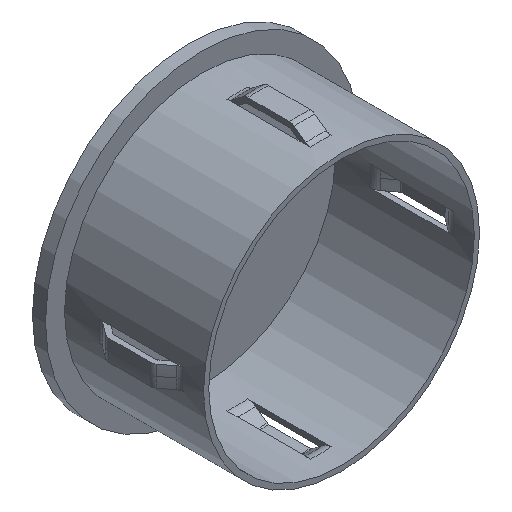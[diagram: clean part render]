
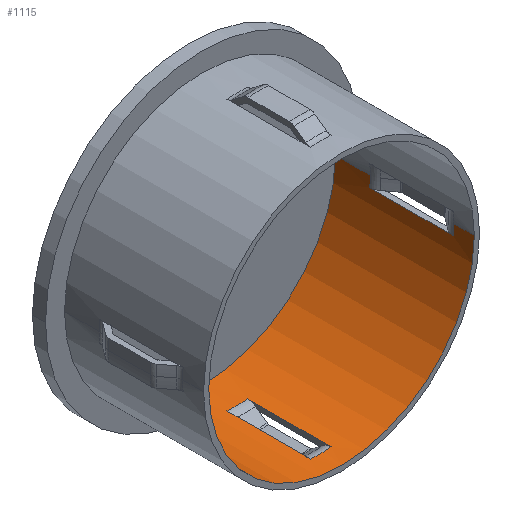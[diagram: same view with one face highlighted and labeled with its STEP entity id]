
A CAD part, isometric view. The second image highlights one B-rep face of the part: STEP entity #1115.
In plain terms, the highlighted cylindrical face has radius 25.5 mm (diameter 51 mm), a partial arc.
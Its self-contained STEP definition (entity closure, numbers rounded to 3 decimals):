
#90 = AXIS2_PLACEMENT_3D ( 'NONE', #1969, #3124, #5132 ) ;
#110 = ORIENTED_EDGE ( 'NONE', *, *, #11308, .T. ) ;
#281 = CARTESIAN_POINT ( 'NONE',  ( -25.5, 26.7, 0. ) ) ;
#308 = CARTESIAN_POINT ( 'NONE',  ( 0., 0., 0. ) ) ;
#474 = VERTEX_POINT ( 'NONE', #6182 ) ;
#497 = ORIENTED_EDGE ( 'NONE', *, *, #884, .F. ) ;
#702 = DIRECTION ( 'NONE',  ( 0., 1., 0. ) ) ;
#884 = EDGE_CURVE ( 'NONE', #5161, #12534, #9798, .T. ) ;
#1034 = ORIENTED_EDGE ( 'NONE', *, *, #9618, .F. ) ;
#1115 = ADVANCED_FACE ( 'NONE', ( #7451, #11085 ), #3998, .F. ) ;
#1140 = DIRECTION ( 'NONE',  ( 0., 1., 0. ) ) ;
#1182 = AXIS2_PLACEMENT_3D ( 'NONE', #8414, #1140, #9580 ) ;
#1278 = VERTEX_POINT ( 'NONE', #3356 ) ;
#1305 = EDGE_CURVE ( 'NONE', #13307, #474, #9616, .T. ) ;
#1396 = DIRECTION ( 'NONE',  ( 0., -1., 0. ) ) ;
#1936 = EDGE_CURVE ( 'NONE', #13989, #8261, #9073, .T. ) ;
#1969 = CARTESIAN_POINT ( 'NONE',  ( 0., 20., 0. ) ) ;
#2290 = DIRECTION ( 'NONE',  ( 0., 1., 0. ) ) ;
#2310 = VECTOR ( 'NONE', #1396, 1000. ) ;
#2360 = CARTESIAN_POINT ( 'NONE',  ( -25.5, 0., 0. ) ) ;
#2468 = VERTEX_POINT ( 'NONE', #4194 ) ;
#2675 = CIRCLE ( 'NONE', #11306, 25.5 ) ;
#2684 = EDGE_CURVE ( 'NONE', #1278, #2468, #7247, .T. ) ;
#2745 = ORIENTED_EDGE ( 'NONE', *, *, #9480, .F. ) ;
#2856 = LINE ( 'NONE', #4126, #8473 ) ;
#2876 = EDGE_CURVE ( 'NONE', #7851, #11347, #6892, .T. ) ;
#3124 = DIRECTION ( 'NONE',  ( 0., 1., 0. ) ) ;
#3177 = ORIENTED_EDGE ( 'NONE', *, *, #2876, .F. ) ;
#3183 = EDGE_LOOP ( 'NONE', ( #110, #6466, #4745, #497 ) ) ;
#3272 = EDGE_CURVE ( 'NONE', #13454, #6978, #8867, .T. ) ;
#3356 = CARTESIAN_POINT ( 'NONE',  ( -25.421, 4., -2. ) ) ;
#3400 = VERTEX_POINT ( 'NONE', #2360 ) ;
#3608 = CARTESIAN_POINT ( 'NONE',  ( -25.421, 61.241, -2. ) ) ;
#3785 = DIRECTION ( 'NONE',  ( -1., 0., 0. ) ) ;
#3964 = CARTESIAN_POINT ( 'NONE',  ( 0., 29.2, 0. ) ) ;
#3976 = AXIS2_PLACEMENT_3D ( 'NONE', #3964, #702, #8766 ) ;
#3998 = CYLINDRICAL_SURFACE ( 'NONE', #3976, 25.5 ) ;
#4126 = CARTESIAN_POINT ( 'NONE',  ( -25.5, 29.2, 0. ) ) ;
#4163 = VECTOR ( 'NONE', #13666, 1000. ) ;
#4194 = CARTESIAN_POINT ( 'NONE',  ( -25.5, 4., 0. ) ) ;
#4197 = DIRECTION ( 'NONE',  ( 0., 1., 0. ) ) ;
#4613 = DIRECTION ( 'NONE',  ( -1., 0., 0. ) ) ;
#4745 = ORIENTED_EDGE ( 'NONE', *, *, #13667, .F. ) ;
#4830 = AXIS2_PLACEMENT_3D ( 'NONE', #6893, #2290, #8051 ) ;
#4851 = CIRCLE ( 'NONE', #11143, 25.5 ) ;
#4947 = ORIENTED_EDGE ( 'NONE', *, *, #6076, .F. ) ;
#4966 = VERTEX_POINT ( 'NONE', #6583 ) ;
#5015 = CIRCLE ( 'NONE', #1182, 25.5 ) ;
#5132 = DIRECTION ( 'NONE',  ( -1., 0., 0. ) ) ;
#5161 = VERTEX_POINT ( 'NONE', #10617 ) ;
#5280 = DIRECTION ( 'NONE',  ( 0., 1., 0. ) ) ;
#5289 = DIRECTION ( 'NONE',  ( 0., -1., 0. ) ) ;
#5370 = EDGE_CURVE ( 'NONE', #474, #6978, #4851, .T. ) ;
#5520 = VECTOR ( 'NONE', #5289, 1000. ) ;
#5734 = ORIENTED_EDGE ( 'NONE', *, *, #3272, .F. ) ;
#5777 = CARTESIAN_POINT ( 'NONE',  ( 25.5, 29.2, 0. ) ) ;
#5821 = AXIS2_PLACEMENT_3D ( 'NONE', #9200, #14016, #10507 ) ;
#6065 = DIRECTION ( 'NONE',  ( -1., 0., 0. ) ) ;
#6076 = EDGE_CURVE ( 'NONE', #3400, #2468, #2856, .T. ) ;
#6182 = CARTESIAN_POINT ( 'NONE',  ( 25.5, 4., 0. ) ) ;
#6212 = CARTESIAN_POINT ( 'NONE',  ( 0., 20., 0. ) ) ;
#6466 = ORIENTED_EDGE ( 'NONE', *, *, #1936, .T. ) ;
#6554 = VECTOR ( 'NONE', #12692, 1000. ) ;
#6583 = CARTESIAN_POINT ( 'NONE',  ( 25.5, 20., 0. ) ) ;
#6642 = EDGE_CURVE ( 'NONE', #4966, #13454, #5015, .T. ) ;
#6644 = CARTESIAN_POINT ( 'NONE',  ( -25.5, 29.2, 0. ) ) ;
#6649 = LINE ( 'NONE', #3608, #2310 ) ;
#6892 = LINE ( 'NONE', #6644, #9600 ) ;
#6893 = CARTESIAN_POINT ( 'NONE',  ( 0., 26.7, 0. ) ) ;
#6978 = VERTEX_POINT ( 'NONE', #10670 ) ;
#7220 = EDGE_CURVE ( 'NONE', #4966, #14035, #7240, .T. ) ;
#7240 = LINE ( 'NONE', #7887, #4163 ) ;
#7247 = CIRCLE ( 'NONE', #5821, 25.5 ) ;
#7276 = DIRECTION ( 'NONE',  ( 0., 1., 0. ) ) ;
#7371 = LINE ( 'NONE', #11628, #8105 ) ;
#7451 = FACE_BOUND ( 'NONE', #3183, .T. ) ;
#7624 = CARTESIAN_POINT ( 'NONE',  ( 25.5, 26.7, 0. ) ) ;
#7633 = DIRECTION ( 'NONE',  ( 0., 1., 0. ) ) ;
#7851 = VERTEX_POINT ( 'NONE', #13897 ) ;
#7887 = CARTESIAN_POINT ( 'NONE',  ( 25.5, 29.2, 0. ) ) ;
#7973 = DIRECTION ( 'NONE',  ( 0., -1., 0. ) ) ;
#8051 = DIRECTION ( 'NONE',  ( -1., 0., 0. ) ) ;
#8105 = VECTOR ( 'NONE', #7973, 1000. ) ;
#8161 = AXIS2_PLACEMENT_3D ( 'NONE', #12736, #13950, #4613 ) ;
#8261 = VERTEX_POINT ( 'NONE', #8750 ) ;
#8279 = CIRCLE ( 'NONE', #4830, 25.5 ) ;
#8309 = CARTESIAN_POINT ( 'NONE',  ( -25.421, 20., -2. ) ) ;
#8354 = CARTESIAN_POINT ( 'NONE',  ( -2., 20., -25.421 ) ) ;
#8414 = CARTESIAN_POINT ( 'NONE',  ( 0., 20., 0. ) ) ;
#8473 = VECTOR ( 'NONE', #5280, 1000. ) ;
#8750 = CARTESIAN_POINT ( 'NONE',  ( -2., 4., -25.421 ) ) ;
#8766 = DIRECTION ( 'NONE',  ( -1., 0., 0. ) ) ;
#8776 = CARTESIAN_POINT ( 'NONE',  ( 25.421, 61.241, -2. ) ) ;
#8867 = LINE ( 'NONE', #8776, #9238 ) ;
#8968 = ORIENTED_EDGE ( 'NONE', *, *, #5370, .T. ) ;
#9073 = CIRCLE ( 'NONE', #8161, 25.5 ) ;
#9200 = CARTESIAN_POINT ( 'NONE',  ( 0., 4., 0. ) ) ;
#9238 = VECTOR ( 'NONE', #13420, 1000. ) ;
#9279 = ORIENTED_EDGE ( 'NONE', *, *, #1305, .T. ) ;
#9463 = AXIS2_PLACEMENT_3D ( 'NONE', #6212, #7276, #3785 ) ;
#9480 = EDGE_CURVE ( 'NONE', #13307, #3400, #2675, .T. ) ;
#9580 = DIRECTION ( 'NONE',  ( -1., 0., 0. ) ) ;
#9600 = VECTOR ( 'NONE', #4197, 1000. ) ;
#9616 = LINE ( 'NONE', #5777, #6554 ) ;
#9618 = EDGE_CURVE ( 'NONE', #12566, #7851, #10283, .T. ) ;
#9798 = CIRCLE ( 'NONE', #90, 25.5 ) ;
#10168 = CARTESIAN_POINT ( 'NONE',  ( 25.5, 0., 0. ) ) ;
#10217 = ORIENTED_EDGE ( 'NONE', *, *, #6642, .F. ) ;
#10283 = CIRCLE ( 'NONE', #9463, 25.5 ) ;
#10507 = DIRECTION ( 'NONE',  ( -1., 0., 0. ) ) ;
#10617 = CARTESIAN_POINT ( 'NONE',  ( 2., 20., -25.421 ) ) ;
#10670 = CARTESIAN_POINT ( 'NONE',  ( 25.421, 4., -2. ) ) ;
#10906 = CARTESIAN_POINT ( 'NONE',  ( 2., 4., -25.421 ) ) ;
#10912 = CARTESIAN_POINT ( 'NONE',  ( -2., 61.241, -25.421 ) ) ;
#11085 = FACE_OUTER_BOUND ( 'NONE', #13460, .T. ) ;
#11112 = DIRECTION ( 'NONE',  ( -1., 0., 0. ) ) ;
#11143 = AXIS2_PLACEMENT_3D ( 'NONE', #14566, #7633, #11112 ) ;
#11306 = AXIS2_PLACEMENT_3D ( 'NONE', #308, #11804, #6065 ) ;
#11308 = EDGE_CURVE ( 'NONE', #5161, #13989, #7371, .T. ) ;
#11317 = EDGE_CURVE ( 'NONE', #12566, #1278, #6649, .T. ) ;
#11340 = ORIENTED_EDGE ( 'NONE', *, *, #2684, .T. ) ;
#11347 = VERTEX_POINT ( 'NONE', #281 ) ;
#11495 = ORIENTED_EDGE ( 'NONE', *, *, #11317, .T. ) ;
#11628 = CARTESIAN_POINT ( 'NONE',  ( 2., 61.241, -25.421 ) ) ;
#11804 = DIRECTION ( 'NONE',  ( 0., 1., 0. ) ) ;
#12465 = EDGE_CURVE ( 'NONE', #14035, #11347, #8279, .T. ) ;
#12534 = VERTEX_POINT ( 'NONE', #8354 ) ;
#12566 = VERTEX_POINT ( 'NONE', #8309 ) ;
#12692 = DIRECTION ( 'NONE',  ( 0., 1., 0. ) ) ;
#12736 = CARTESIAN_POINT ( 'NONE',  ( 0., 4., 0. ) ) ;
#12829 = CARTESIAN_POINT ( 'NONE',  ( 25.421, 20., -2. ) ) ;
#13160 = LINE ( 'NONE', #10912, #5520 ) ;
#13307 = VERTEX_POINT ( 'NONE', #10168 ) ;
#13420 = DIRECTION ( 'NONE',  ( 0., -1., 0. ) ) ;
#13454 = VERTEX_POINT ( 'NONE', #12829 ) ;
#13460 = EDGE_LOOP ( 'NONE', ( #2745, #9279, #8968, #5734, #10217, #14771, #13841, #3177, #1034, #11495, #11340, #4947 ) ) ;
#13666 = DIRECTION ( 'NONE',  ( 0., 1., 0. ) ) ;
#13667 = EDGE_CURVE ( 'NONE', #12534, #8261, #13160, .T. ) ;
#13841 = ORIENTED_EDGE ( 'NONE', *, *, #12465, .T. ) ;
#13897 = CARTESIAN_POINT ( 'NONE',  ( -25.5, 20., 0. ) ) ;
#13950 = DIRECTION ( 'NONE',  ( 0., 1., 0. ) ) ;
#13989 = VERTEX_POINT ( 'NONE', #10906 ) ;
#14016 = DIRECTION ( 'NONE',  ( 0., 1., 0. ) ) ;
#14035 = VERTEX_POINT ( 'NONE', #7624 ) ;
#14566 = CARTESIAN_POINT ( 'NONE',  ( 0., 4., 0. ) ) ;
#14771 = ORIENTED_EDGE ( 'NONE', *, *, #7220, .T. ) ;
